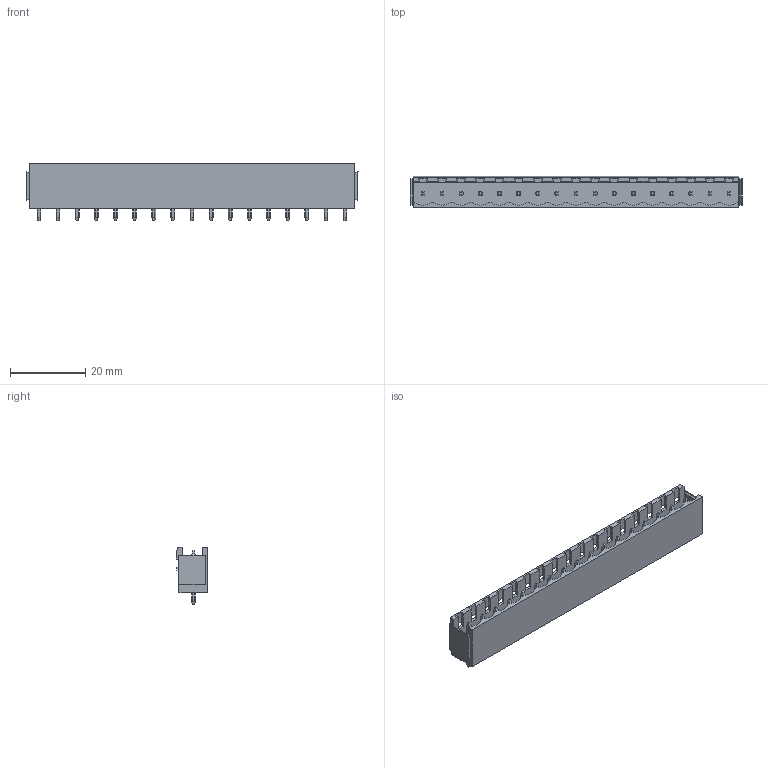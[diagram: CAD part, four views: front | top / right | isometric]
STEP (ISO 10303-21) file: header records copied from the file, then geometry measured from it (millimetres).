
FILE_DESCRIPTION(('CATIA V5 STEP Exchange','CAx-IF Rec.Pracs.--- Model Styling and Organization---1.2---2011-12-15'),'2;1');
FILE_NAME ('D1449275_0', '2018-10-27T05:32:03+00:00', ('none'), ('Weidmueller'), 'CATIA Version 5-6 Release 2014', 'CATIA V5 STEP AP214', 'none');
FILE_SCHEMA(('AUTOMOTIVE_DESIGN { 1 0 10303 214 1 1 1 1 }'));
Length unit declared in the file: millimetre
Products named in the file (1): 1149900000
Bounding box: 88.12 x 8.43 x 15.2 mm (x, y, z)
Volume: 4026 mm3; surface area: 6554.1 mm2
Topology: 18 solids, 18 shells, 659 faces, 1973 edges, 1316 vertices
Faces by surface type: plane 504, cylinder 155
Entity records: 20547 total; most frequent: CARTESIAN_POINT 4609, ORIENTED_EDGE 3946, DIRECTION 2299, EDGE_CURVE 1973, VECTOR 1387, LINE 1387, VERTEX_POINT 1316, EDGE_LOOP 693
